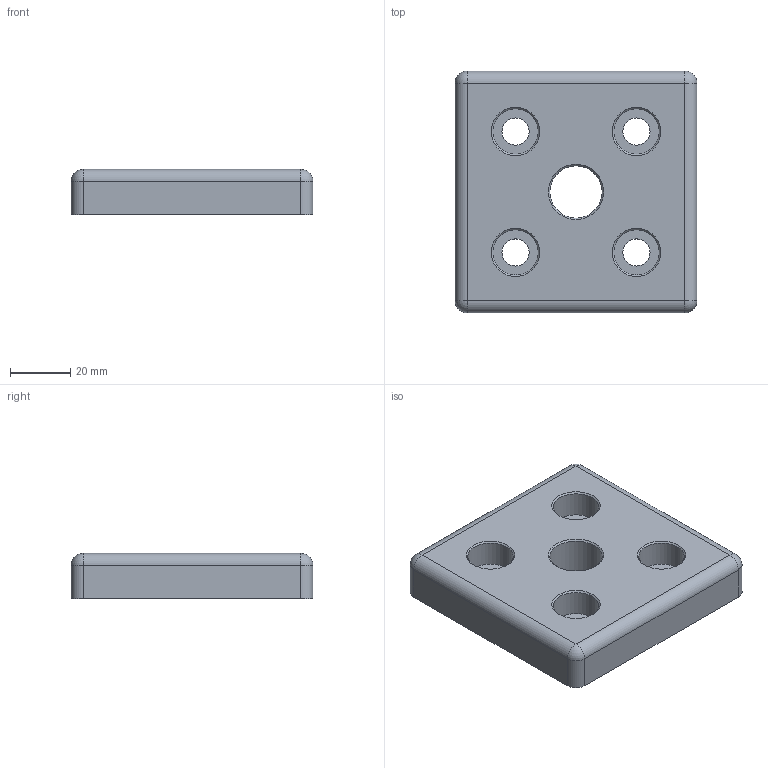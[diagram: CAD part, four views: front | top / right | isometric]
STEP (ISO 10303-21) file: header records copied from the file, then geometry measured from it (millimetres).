
FILE_DESCRIPTION(/* description */ (''),/* implementation_level */ '2;1');
FILE_NAME(/* name */ '11316_KriTec_Transport_und_Fussplatte_8_Zn_80x80x15_M12.stp',/* time_stamp */ '2017-02-13T09:55:23+01:00',/* author */ ('Steiner'),/* organization */ (''),/* preprocessor_version */ 'ST-DEVELOPER v16.1',/* originating_system */ 'Autodesk Inventor 2016',/* authorisation */ '');
FILE_SCHEMA (('CONFIG_CONTROL_DESIGN'));
Length unit declared in the file: millimetre
Products named in the file (1): 11316_KriTec_Transport_und_Fussplatte_8_Zn_80x80x15_M12
Bounding box: 80 x 80 x 15 mm (x, y, z)
Volume: 83295 mm3; surface area: 19066.6 mm2
Topology: 1 solids, 1 shells, 36 faces, 78 edges, 44 vertices
Faces by surface type: cylinder 17, plane 10, cone 5, sphere 4
Full cylindrical faces by diameter (mm): 9 x4, 15 x4, 17.294 x1
Entity records: 914 total; most frequent: DIRECTION 172, CARTESIAN_POINT 139, ORIENTED_EDGE 118, AXIS2_PLACEMENT_3D 76, EDGE_LOOP 64, EDGE_CURVE 59, VERTEX_POINT 43, CIRCLE 39
